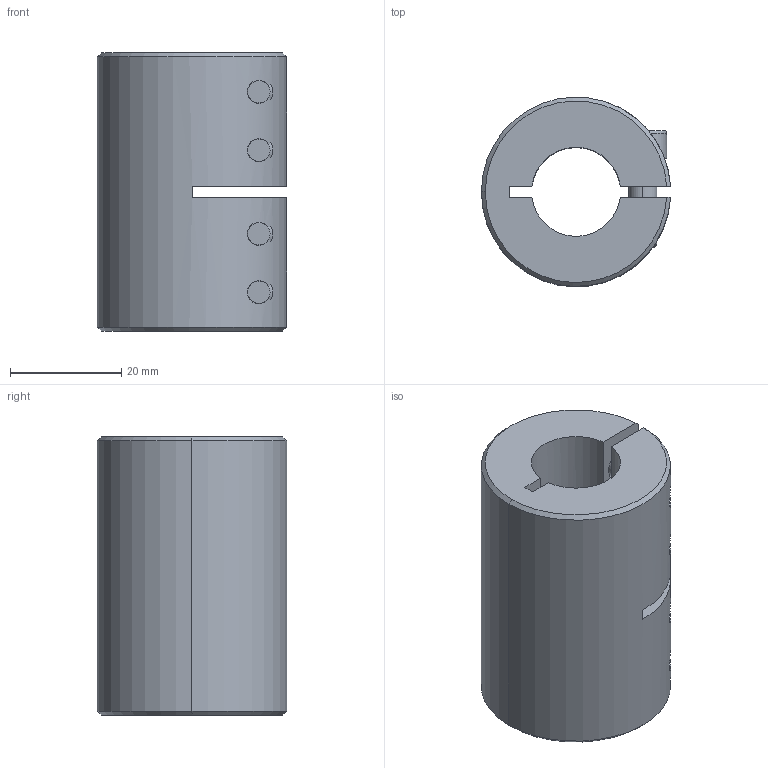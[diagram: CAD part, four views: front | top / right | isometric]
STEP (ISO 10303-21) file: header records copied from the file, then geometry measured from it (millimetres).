
FILE_DESCRIPTION(('STEP AP203'),'1');
FILE_NAME('23050-2160.stp','2020-12-09T14:37:20',('TraceParts'),('TraceParts S.A.'),'Spatial InterOp 3D',' ',' ');
FILE_SCHEMA(('CONFIG_CONTROL_DESIGN'));
Length unit declared in the file: millimetre
Products named in the file (1): 1
Bounding box: 33.97 x 34 x 50 mm (x, y, z)
Volume: 32888.3 mm3; surface area: 12555 mm2
Topology: 1 solids, 1 shells, 139 faces, 345 edges, 224 vertices
Faces by surface type: plane 63, cylinder 56, cone 12, torus 8
Entity records: 5523 total; most frequent: CARTESIAN_POINT 2101, DIRECTION 721, ORIENTED_EDGE 690, EDGE_CURVE 345, AXIS2_PLACEMENT_3D 276, VERTEX_POINT 224, LINE 169, VECTOR 169
